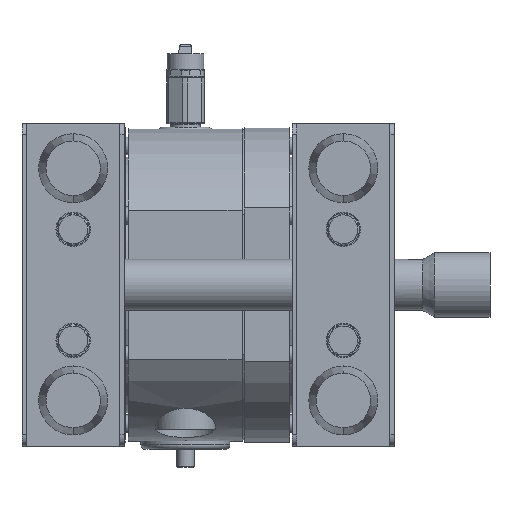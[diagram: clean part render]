
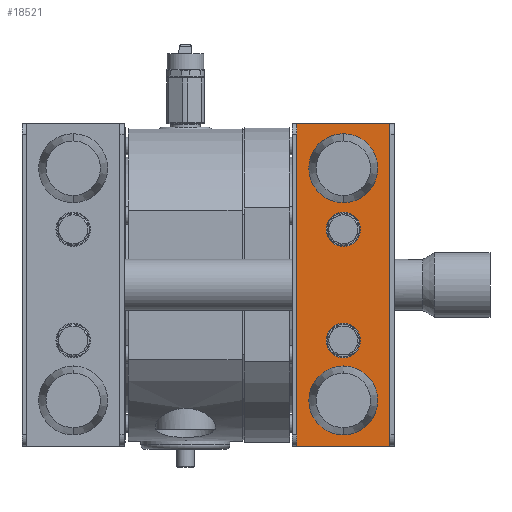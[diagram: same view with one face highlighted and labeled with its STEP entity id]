
A CAD part, front view. The second image highlights one B-rep face of the part: STEP entity #18521.
In plain terms, the highlighted planar face has unit normal (0, -1, 0).
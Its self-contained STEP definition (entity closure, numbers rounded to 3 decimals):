
#194 = VERTEX_POINT ( 'NONE', #33872 ) ;
#211 = EDGE_CURVE ( 'NONE', #270, #194, #33926, .T. ) ;
#270 = VERTEX_POINT ( 'NONE', #34072 ) ;
#278 = VERTEX_POINT ( 'NONE', #34159 ) ;
#279 = VERTEX_POINT ( 'NONE', #34156 ) ;
#298 = EDGE_CURVE ( 'NONE', #278, #279, #34224, .T. ) ;
#354 = VERTEX_POINT ( 'NONE', #34366 ) ;
#356 = EDGE_CURVE ( 'NONE', #354, #358, #34367, .T. ) ;
#358 = VERTEX_POINT ( 'NONE', #34464 ) ;
#911 = DIRECTION ( 'NONE',  ( 0., 0., 1. ) ) ;
#912 = DIRECTION ( 'NONE',  ( 0., -1., 0. ) ) ;
#913 = CARTESIAN_POINT ( 'NONE',  ( 96.5, -109., -25. ) ) ;
#914 = AXIS2_PLACEMENT_3D ( 'NONE', #913, #912, #911 ) ;
#915 = CIRCLE ( 'NONE', #914, 7.75 ) ;
#916 = CARTESIAN_POINT ( 'NONE',  ( 96.5, -109., -17.25 ) ) ;
#7727 = DIRECTION ( 'NONE',  ( 0., 0., 1. ) ) ;
#7728 = DIRECTION ( 'NONE',  ( 0., -1., 0. ) ) ;
#7729 = CARTESIAN_POINT ( 'NONE',  ( 96.5, -109., 25. ) ) ;
#7730 = AXIS2_PLACEMENT_3D ( 'NONE', #7729, #7728, #7727 ) ;
#7735 = CIRCLE ( 'NONE', #7730, 7.75 ) ;
#7738 = DIRECTION ( 'NONE',  ( 0., 0., 1. ) ) ;
#7739 = DIRECTION ( 'NONE',  ( 0., -1., 0. ) ) ;
#7740 = CARTESIAN_POINT ( 'NONE',  ( 96.5, -109., 52.5 ) ) ;
#7741 = AXIS2_PLACEMENT_3D ( 'NONE', #7740, #7739, #7738 ) ;
#7742 = CIRCLE ( 'NONE', #7741, 15.5 ) ;
#7767 = DIRECTION ( 'NONE',  ( 0., 0., 1. ) ) ;
#7768 = DIRECTION ( 'NONE',  ( 0., -1., 0. ) ) ;
#7769 = CARTESIAN_POINT ( 'NONE',  ( 96.5, -109., -25. ) ) ;
#7770 = AXIS2_PLACEMENT_3D ( 'NONE', #7769, #7768, #7767 ) ;
#7775 = CIRCLE ( 'NONE', #7770, 7.75 ) ;
#7829 = DIRECTION ( 'NONE',  ( 0., 0., 1. ) ) ;
#7830 = DIRECTION ( 'NONE',  ( 0., 1., 0. ) ) ;
#7831 = AXIS2_PLACEMENT_3D ( 'NONE', #7837, #7830, #7829 ) ;
#7832 = CIRCLE ( 'NONE', #7831, 15.5 ) ;
#7837 = CARTESIAN_POINT ( 'NONE',  ( 96.5, -109., -51.962 ) ) ;
#8011 = CARTESIAN_POINT ( 'NONE',  ( 117.5, -109., -72.5 ) ) ;
#8012 = DIRECTION ( 'NONE',  ( -1., 0., 0. ) ) ;
#8013 = VECTOR ( 'NONE', #8012, 1000. ) ;
#8014 = CARTESIAN_POINT ( 'NONE',  ( 75.5, -109., -72.5 ) ) ;
#8019 = LINE ( 'NONE', #8014, #8013 ) ;
#8060 = DIRECTION ( 'NONE',  ( 0., 0., 1. ) ) ;
#8061 = DIRECTION ( 'NONE',  ( 0., 1., 0. ) ) ;
#8062 = CARTESIAN_POINT ( 'NONE',  ( 75.5, -109., -72.5 ) ) ;
#8063 = AXIS2_PLACEMENT_3D ( 'NONE', #8062, #8061, #8060 ) ;
#8064 = PLANE ( 'NONE',  #8063 ) ;
#8065 = FACE_BOUND ( 'NONE', #18611, .T. ) ;
#8066 = FACE_OUTER_BOUND ( 'NONE', #18638, .T. ) ;
#8067 = FACE_BOUND ( 'NONE', #18633, .T. ) ;
#8068 = FACE_BOUND ( 'NONE', #18530, .T. ) ;
#8069 = FACE_BOUND ( 'NONE', #18524, .T. ) ;
#8113 = DIRECTION ( 'NONE',  ( 0., 0., 1. ) ) ;
#8114 = VECTOR ( 'NONE', #8113, 1000. ) ;
#8115 = CARTESIAN_POINT ( 'NONE',  ( 117.5, -109., -72.5 ) ) ;
#8116 = LINE ( 'NONE', #8115, #8114 ) ;
#8150 = CARTESIAN_POINT ( 'NONE',  ( 75.5, -109., -72.5 ) ) ;
#8151 = DIRECTION ( 'NONE',  ( 0., 0., 1. ) ) ;
#8152 = VECTOR ( 'NONE', #8151, 1000. ) ;
#8153 = CARTESIAN_POINT ( 'NONE',  ( 75.5, -109., -72.5 ) ) ;
#8154 = LINE ( 'NONE', #8153, #8152 ) ;
#8155 = CARTESIAN_POINT ( 'NONE',  ( 75.5, -109., 72.5 ) ) ;
#8156 = CARTESIAN_POINT ( 'NONE',  ( 117.5, -109., 72.5 ) ) ;
#8157 = DIRECTION ( 'NONE',  ( -1., 0., 0. ) ) ;
#8158 = VECTOR ( 'NONE', #8157, 1000. ) ;
#8159 = CARTESIAN_POINT ( 'NONE',  ( 75.5, -109., 72.5 ) ) ;
#8160 = LINE ( 'NONE', #8159, #8158 ) ;
#8816 = VERTEX_POINT ( 'NONE', #36396 ) ;
#8924 = VERTEX_POINT ( 'NONE', #916 ) ;
#8926 = EDGE_CURVE ( 'NONE', #8924, #8816, #915, .T. ) ;
#18151 = EDGE_CURVE ( 'NONE', #194, #270, #7742, .T. ) ;
#18167 = EDGE_CURVE ( 'NONE', #279, #278, #7735, .T. ) ;
#18196 = EDGE_CURVE ( 'NONE', #8816, #8924, #7775, .T. ) ;
#18276 = EDGE_CURVE ( 'NONE', #358, #354, #7832, .T. ) ;
#18504 = ORIENTED_EDGE ( 'NONE', *, *, #18506, .F. ) ;
#18506 = EDGE_CURVE ( 'NONE', #18508, #18650, #8019, .T. ) ;
#18508 = VERTEX_POINT ( 'NONE', #8011 ) ;
#18521 = ADVANCED_FACE ( 'NONE', ( #8069, #8068, #8067, #8066, #8065 ), #8064, .F. ) ;
#18524 = EDGE_LOOP ( 'NONE', ( #18526, #18528 ) ) ;
#18526 = ORIENTED_EDGE ( 'NONE', *, *, #18151, .F. ) ;
#18528 = ORIENTED_EDGE ( 'NONE', *, *, #211, .F. ) ;
#18530 = EDGE_LOOP ( 'NONE', ( #18531, #18532 ) ) ;
#18531 = ORIENTED_EDGE ( 'NONE', *, *, #356, .T. ) ;
#18532 = ORIENTED_EDGE ( 'NONE', *, *, #18276, .T. ) ;
#18607 = ORIENTED_EDGE ( 'NONE', *, *, #18608, .T. ) ;
#18608 = EDGE_CURVE ( 'NONE', #18508, #18643, #8116, .T. ) ;
#18611 = EDGE_LOOP ( 'NONE', ( #18613, #18616 ) ) ;
#18613 = ORIENTED_EDGE ( 'NONE', *, *, #8926, .F. ) ;
#18616 = ORIENTED_EDGE ( 'NONE', *, *, #18196, .F. ) ;
#18633 = EDGE_LOOP ( 'NONE', ( #18634, #18637 ) ) ;
#18634 = ORIENTED_EDGE ( 'NONE', *, *, #298, .F. ) ;
#18637 = ORIENTED_EDGE ( 'NONE', *, *, #18167, .F. ) ;
#18638 = EDGE_LOOP ( 'NONE', ( #18639, #18646, #18504, #18607 ) ) ;
#18639 = ORIENTED_EDGE ( 'NONE', *, *, #18641, .T. ) ;
#18641 = EDGE_CURVE ( 'NONE', #18643, #18644, #8160, .T. ) ;
#18643 = VERTEX_POINT ( 'NONE', #8156 ) ;
#18644 = VERTEX_POINT ( 'NONE', #8155 ) ;
#18646 = ORIENTED_EDGE ( 'NONE', *, *, #18649, .F. ) ;
#18649 = EDGE_CURVE ( 'NONE', #18650, #18644, #8154, .T. ) ;
#18650 = VERTEX_POINT ( 'NONE', #8150 ) ;
#33872 = CARTESIAN_POINT ( 'NONE',  ( 96.5, -109., 68. ) ) ;
#33919 = DIRECTION ( 'NONE',  ( 0., 0., 1. ) ) ;
#33921 = DIRECTION ( 'NONE',  ( 0., -1., 0. ) ) ;
#33922 = CARTESIAN_POINT ( 'NONE',  ( 96.5, -109., 52.5 ) ) ;
#33924 = AXIS2_PLACEMENT_3D ( 'NONE', #33922, #33921, #33919 ) ;
#33926 = CIRCLE ( 'NONE', #33924, 15.5 ) ;
#34072 = CARTESIAN_POINT ( 'NONE',  ( 96.5, -109., 37. ) ) ;
#34156 = CARTESIAN_POINT ( 'NONE',  ( 104.25, -109., 25. ) ) ;
#34159 = CARTESIAN_POINT ( 'NONE',  ( 88.75, -109., 25. ) ) ;
#34221 = DIRECTION ( 'NONE',  ( 0., 0., 1. ) ) ;
#34222 = DIRECTION ( 'NONE',  ( 0., -1., 0. ) ) ;
#34223 = AXIS2_PLACEMENT_3D ( 'NONE', #34235, #34222, #34221 ) ;
#34224 = CIRCLE ( 'NONE', #34223, 7.75 ) ;
#34235 = CARTESIAN_POINT ( 'NONE',  ( 96.5, -109., 25. ) ) ;
#34366 = CARTESIAN_POINT ( 'NONE',  ( 96.5, -109., -36.462 ) ) ;
#34367 = CIRCLE ( 'NONE', #34476, 15.5 ) ;
#34464 = CARTESIAN_POINT ( 'NONE',  ( 96.5, -109., -67.462 ) ) ;
#34471 = DIRECTION ( 'NONE',  ( 0., 0., 1. ) ) ;
#34473 = DIRECTION ( 'NONE',  ( 0., 1., 0. ) ) ;
#34475 = CARTESIAN_POINT ( 'NONE',  ( 96.5, -109., -51.962 ) ) ;
#34476 = AXIS2_PLACEMENT_3D ( 'NONE', #34475, #34473, #34471 ) ;
#36396 = CARTESIAN_POINT ( 'NONE',  ( 96.5, -109., -32.75 ) ) ;
